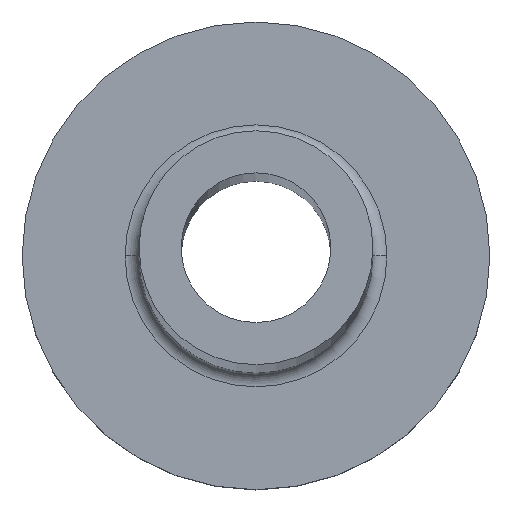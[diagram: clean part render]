
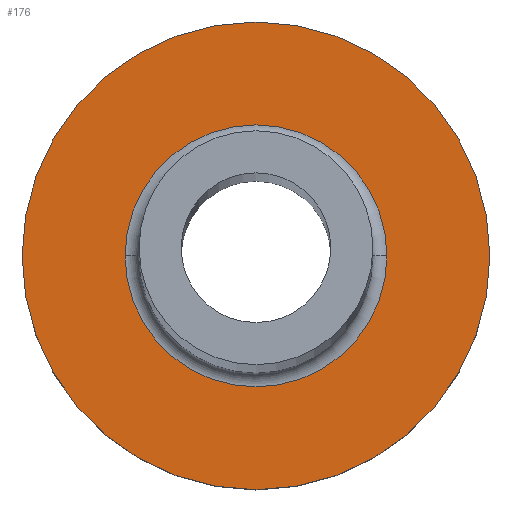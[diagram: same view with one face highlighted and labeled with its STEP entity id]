
A CAD part, top view. The second image highlights one B-rep face of the part: STEP entity #176.
In plain terms, the highlighted planar face has unit normal (0, 0, 1).
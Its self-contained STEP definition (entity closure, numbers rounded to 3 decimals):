
#2 = CARTESIAN_POINT ( 'NONE',  ( 0., 0., 3. ) ) ;
#13 = DIRECTION ( 'NONE',  ( 0., 0., -1. ) ) ;
#30 = CARTESIAN_POINT ( 'NONE',  ( -2.8, 0., 3. ) ) ;
#36 = ORIENTED_EDGE ( 'NONE', *, *, #267, .T. ) ;
#43 = CIRCLE ( 'NONE', #322, 2.8 ) ;
#49 = AXIS2_PLACEMENT_3D ( 'NONE', #240, #360, #292 ) ;
#52 = VERTEX_POINT ( 'NONE', #30 ) ;
#62 = CARTESIAN_POINT ( 'NONE',  ( 0., 0., 3. ) ) ;
#79 = ORIENTED_EDGE ( 'NONE', *, *, #154, .T. ) ;
#89 = FACE_BOUND ( 'NONE', #300, .T. ) ;
#91 = CIRCLE ( 'NONE', #329, 5. ) ;
#93 = PLANE ( 'NONE',  #49 ) ;
#124 = FACE_OUTER_BOUND ( 'NONE', #237, .T. ) ;
#126 = DIRECTION ( 'NONE',  ( 1., 0., 0. ) ) ;
#129 = DIRECTION ( 'NONE',  ( 0., 0., 1. ) ) ;
#132 = DIRECTION ( 'NONE',  ( 1., 0., 0. ) ) ;
#151 = AXIS2_PLACEMENT_3D ( 'NONE', #62, #295, #126 ) ;
#153 = CARTESIAN_POINT ( 'NONE',  ( 2.8, 0., 3. ) ) ;
#154 = EDGE_CURVE ( 'NONE', #340, #344, #91, .T. ) ;
#164 = CARTESIAN_POINT ( 'NONE',  ( -5., 0., 3. ) ) ;
#176 = ADVANCED_FACE ( 'NONE', ( #89, #124 ), #93, .T. ) ;
#180 = DIRECTION ( 'NONE',  ( 1., 0., 0. ) ) ;
#184 = DIRECTION ( 'NONE',  ( 0., 0., -1. ) ) ;
#191 = CARTESIAN_POINT ( 'NONE',  ( 5., 0., 3. ) ) ;
#197 = CIRCLE ( 'NONE', #151, 5. ) ;
#207 = EDGE_CURVE ( 'NONE', #52, #263, #293, .T. ) ;
#237 = EDGE_LOOP ( 'NONE', ( #79, #36 ) ) ;
#240 = CARTESIAN_POINT ( 'NONE',  ( 0., 0., 3. ) ) ;
#263 = VERTEX_POINT ( 'NONE', #153 ) ;
#267 = EDGE_CURVE ( 'NONE', #344, #340, #197, .T. ) ;
#282 = AXIS2_PLACEMENT_3D ( 'NONE', #298, #184, #294 ) ;
#292 = DIRECTION ( 'NONE',  ( 1., 0., 0. ) ) ;
#293 = CIRCLE ( 'NONE', #282, 2.8 ) ;
#294 = DIRECTION ( 'NONE',  ( 1., 0., 0. ) ) ;
#295 = DIRECTION ( 'NONE',  ( 0., 0., 1. ) ) ;
#298 = CARTESIAN_POINT ( 'NONE',  ( 0., 0., 3. ) ) ;
#300 = EDGE_LOOP ( 'NONE', ( #350, #312 ) ) ;
#312 = ORIENTED_EDGE ( 'NONE', *, *, #207, .T. ) ;
#322 = AXIS2_PLACEMENT_3D ( 'NONE', #331, #13, #132 ) ;
#329 = AXIS2_PLACEMENT_3D ( 'NONE', #2, #129, #180 ) ;
#331 = CARTESIAN_POINT ( 'NONE',  ( 0., 0., 3. ) ) ;
#340 = VERTEX_POINT ( 'NONE', #164 ) ;
#344 = VERTEX_POINT ( 'NONE', #191 ) ;
#350 = ORIENTED_EDGE ( 'NONE', *, *, #351, .T. ) ;
#351 = EDGE_CURVE ( 'NONE', #263, #52, #43, .T. ) ;
#360 = DIRECTION ( 'NONE',  ( 0., 0., 1. ) ) ;
